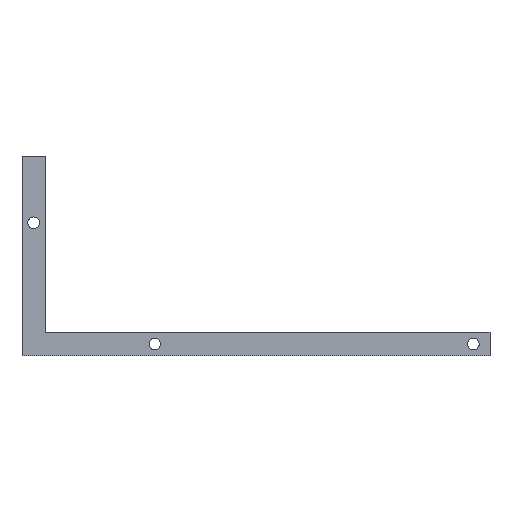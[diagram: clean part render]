
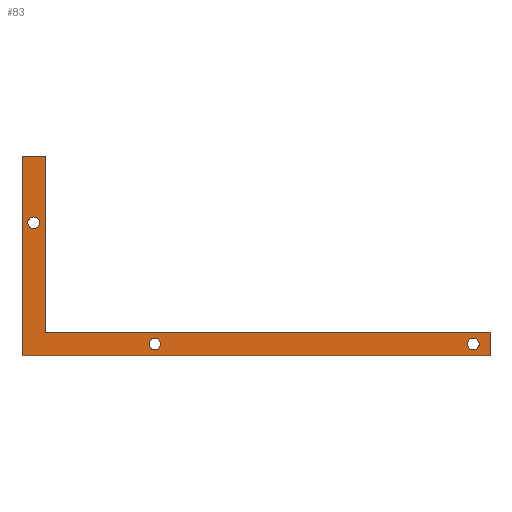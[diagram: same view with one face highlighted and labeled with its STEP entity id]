
A CAD part, top view. The second image highlights one B-rep face of the part: STEP entity #83.
In plain terms, the highlighted planar face has unit normal (0, 0, 1).
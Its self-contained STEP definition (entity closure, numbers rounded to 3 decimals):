
#5 = ORIENTED_EDGE ( 'NONE', *, *, #196, .F. ) ;
#6 = CIRCLE ( 'NONE', #453, 1.75 ) ;
#11 = EDGE_CURVE ( 'NONE', #17, #282, #271, .T. ) ;
#13 = DIRECTION ( 'NONE',  ( 0., 0., 1. ) ) ;
#16 = DIRECTION ( 'NONE',  ( 1., 0., 0. ) ) ;
#17 = VERTEX_POINT ( 'NONE', #479 ) ;
#18 = VECTOR ( 'NONE', #48, 1000. ) ;
#22 = DIRECTION ( 'NONE',  ( 0., 1., 0. ) ) ;
#28 = DIRECTION ( 'NONE',  ( 1., 0., 0. ) ) ;
#29 = VERTEX_POINT ( 'NONE', #476 ) ;
#30 = EDGE_CURVE ( 'NONE', #314, #466, #121, .T. ) ;
#39 = ORIENTED_EDGE ( 'NONE', *, *, #246, .F. ) ;
#48 = DIRECTION ( 'NONE',  ( -1., 0., 0. ) ) ;
#53 = AXIS2_PLACEMENT_3D ( 'NONE', #308, #215, #16 ) ;
#54 = CARTESIAN_POINT ( 'NONE',  ( -86.06, -183.467, 3. ) ) ;
#60 = CARTESIAN_POINT ( 'NONE',  ( 0., 0., 3. ) ) ;
#63 = DIRECTION ( 'NONE',  ( 1., 0., 0. ) ) ;
#64 = CARTESIAN_POINT ( 'NONE',  ( 14.84, -179.967, 3. ) ) ;
#69 = VERTEX_POINT ( 'NONE', #100 ) ;
#72 = ORIENTED_EDGE ( 'NONE', *, *, #344, .F. ) ;
#73 = EDGE_LOOP ( 'NONE', ( #406, #39 ) ) ;
#83 = ADVANCED_FACE ( 'NONE', ( #386, #345, #385, #474 ), #182, .T. ) ;
#86 = CARTESIAN_POINT ( 'NONE',  ( -119.06, -126.967, 3. ) ) ;
#96 = CARTESIAN_POINT ( 'NONE',  ( -126.06, -186.967, 3. ) ) ;
#100 = CARTESIAN_POINT ( 'NONE',  ( 14.84, -179.967, 3. ) ) ;
#101 = AXIS2_PLACEMENT_3D ( 'NONE', #54, #13, #306 ) ;
#111 = ORIENTED_EDGE ( 'NONE', *, *, #192, .T. ) ;
#119 = CIRCLE ( 'NONE', #259, 1.75 ) ;
#121 = CIRCLE ( 'NONE', #101, 1.75 ) ;
#123 = CARTESIAN_POINT ( 'NONE',  ( 9.84, -183.467, 3. ) ) ;
#128 = ORIENTED_EDGE ( 'NONE', *, *, #464, .F. ) ;
#134 = DIRECTION ( 'NONE',  ( 0., 0., 1. ) ) ;
#137 = DIRECTION ( 'NONE',  ( 0., 0., 1. ) ) ;
#138 = CIRCLE ( 'NONE', #447, 1.75 ) ;
#142 = DIRECTION ( 'NONE',  ( 1., 0., 0. ) ) ;
#152 = DIRECTION ( 'NONE',  ( 0., 0., 1. ) ) ;
#164 = VERTEX_POINT ( 'NONE', #468 ) ;
#168 = VECTOR ( 'NONE', #142, 1000. ) ;
#172 = CARTESIAN_POINT ( 'NONE',  ( -124.31, -146.967, 3. ) ) ;
#173 = CARTESIAN_POINT ( 'NONE',  ( 14.84, -186.967, 3. ) ) ;
#182 = PLANE ( 'NONE',  #208 ) ;
#187 = EDGE_CURVE ( 'NONE', #69, #380, #235, .T. ) ;
#189 = LINE ( 'NONE', #96, #168 ) ;
#192 = EDGE_CURVE ( 'NONE', #29, #387, #203, .T. ) ;
#196 = EDGE_CURVE ( 'NONE', #164, #481, #138, .T. ) ;
#203 = LINE ( 'NONE', #495, #513 ) ;
#208 = AXIS2_PLACEMENT_3D ( 'NONE', #60, #137, #227 ) ;
#215 = DIRECTION ( 'NONE',  ( 0., 0., 1. ) ) ;
#225 = LINE ( 'NONE', #517, #241 ) ;
#227 = DIRECTION ( 'NONE',  ( 1., 0., 0. ) ) ;
#230 = CARTESIAN_POINT ( 'NONE',  ( -119.06, -179.967, 3. ) ) ;
#235 = LINE ( 'NONE', #64, #375 ) ;
#238 = CARTESIAN_POINT ( 'NONE',  ( 9.84, -183.467, 3. ) ) ;
#241 = VECTOR ( 'NONE', #22, 1000. ) ;
#246 = EDGE_CURVE ( 'NONE', #466, #314, #366, .T. ) ;
#253 = EDGE_CURVE ( 'NONE', #460, #29, #297, .T. ) ;
#256 = ORIENTED_EDGE ( 'NONE', *, *, #253, .T. ) ;
#259 = AXIS2_PLACEMENT_3D ( 'NONE', #401, #482, #63 ) ;
#263 = CARTESIAN_POINT ( 'NONE',  ( -87.81, -183.467, 3. ) ) ;
#266 = EDGE_LOOP ( 'NONE', ( #72, #281 ) ) ;
#271 = CIRCLE ( 'NONE', #53, 1.75 ) ;
#281 = ORIENTED_EDGE ( 'NONE', *, *, #11, .F. ) ;
#282 = VERTEX_POINT ( 'NONE', #172 ) ;
#283 = DIRECTION ( 'NONE',  ( 1., 0., 0. ) ) ;
#293 = CARTESIAN_POINT ( 'NONE',  ( 14.84, -186.967, 3. ) ) ;
#297 = LINE ( 'NONE', #86, #18 ) ;
#306 = DIRECTION ( 'NONE',  ( 1., 0., 0. ) ) ;
#308 = CARTESIAN_POINT ( 'NONE',  ( -122.56, -146.967, 3. ) ) ;
#314 = VERTEX_POINT ( 'NONE', #263 ) ;
#321 = CARTESIAN_POINT ( 'NONE',  ( 11.59, -183.467, 3. ) ) ;
#324 = ORIENTED_EDGE ( 'NONE', *, *, #187, .T. ) ;
#337 = EDGE_CURVE ( 'NONE', #387, #531, #189, .T. ) ;
#344 = EDGE_CURVE ( 'NONE', #282, #17, #119, .T. ) ;
#345 = FACE_OUTER_BOUND ( 'NONE', #442, .T. ) ;
#363 = VECTOR ( 'NONE', #421, 1000. ) ;
#366 = CIRCLE ( 'NONE', #394, 1.75 ) ;
#369 = ORIENTED_EDGE ( 'NONE', *, *, #337, .T. ) ;
#371 = CARTESIAN_POINT ( 'NONE',  ( -86.06, -183.467, 3. ) ) ;
#373 = DIRECTION ( 'NONE',  ( -1., 0., 0. ) ) ;
#375 = VECTOR ( 'NONE', #373, 1000. ) ;
#380 = VERTEX_POINT ( 'NONE', #230 ) ;
#385 = FACE_BOUND ( 'NONE', #463, .T. ) ;
#386 = FACE_BOUND ( 'NONE', #73, .T. ) ;
#387 = VERTEX_POINT ( 'NONE', #433 ) ;
#394 = AXIS2_PLACEMENT_3D ( 'NONE', #371, #134, #508 ) ;
#401 = CARTESIAN_POINT ( 'NONE',  ( -122.56, -146.967, 3. ) ) ;
#403 = DIRECTION ( 'NONE',  ( 0., 0., 1. ) ) ;
#406 = ORIENTED_EDGE ( 'NONE', *, *, #30, .F. ) ;
#408 = EDGE_CURVE ( 'NONE', #380, #460, #225, .T. ) ;
#421 = DIRECTION ( 'NONE',  ( 0., 1., 0. ) ) ;
#433 = CARTESIAN_POINT ( 'NONE',  ( -126.06, -186.967, 3. ) ) ;
#441 = DIRECTION ( 'NONE',  ( 0., -1., 0. ) ) ;
#442 = EDGE_LOOP ( 'NONE', ( #486, #324, #452, #256, #111, #369 ) ) ;
#445 = CARTESIAN_POINT ( 'NONE',  ( -119.06, -126.967, 3. ) ) ;
#447 = AXIS2_PLACEMENT_3D ( 'NONE', #123, #403, #28 ) ;
#452 = ORIENTED_EDGE ( 'NONE', *, *, #408, .T. ) ;
#453 = AXIS2_PLACEMENT_3D ( 'NONE', #238, #152, #283 ) ;
#460 = VERTEX_POINT ( 'NONE', #445 ) ;
#463 = EDGE_LOOP ( 'NONE', ( #5, #128 ) ) ;
#464 = EDGE_CURVE ( 'NONE', #481, #164, #6, .T. ) ;
#466 = VERTEX_POINT ( 'NONE', #526 ) ;
#468 = CARTESIAN_POINT ( 'NONE',  ( 8.09, -183.467, 3. ) ) ;
#474 = FACE_BOUND ( 'NONE', #266, .T. ) ;
#476 = CARTESIAN_POINT ( 'NONE',  ( -126.06, -126.967, 3. ) ) ;
#479 = CARTESIAN_POINT ( 'NONE',  ( -120.81, -146.967, 3. ) ) ;
#481 = VERTEX_POINT ( 'NONE', #321 ) ;
#482 = DIRECTION ( 'NONE',  ( 0., 0., 1. ) ) ;
#486 = ORIENTED_EDGE ( 'NONE', *, *, #509, .T. ) ;
#495 = CARTESIAN_POINT ( 'NONE',  ( -126.06, -126.967, 3. ) ) ;
#497 = LINE ( 'NONE', #293, #363 ) ;
#508 = DIRECTION ( 'NONE',  ( 1., 0., 0. ) ) ;
#509 = EDGE_CURVE ( 'NONE', #531, #69, #497, .T. ) ;
#513 = VECTOR ( 'NONE', #441, 1000. ) ;
#517 = CARTESIAN_POINT ( 'NONE',  ( -119.06, -179.967, 3. ) ) ;
#526 = CARTESIAN_POINT ( 'NONE',  ( -84.31, -183.467, 3. ) ) ;
#531 = VERTEX_POINT ( 'NONE', #173 ) ;
